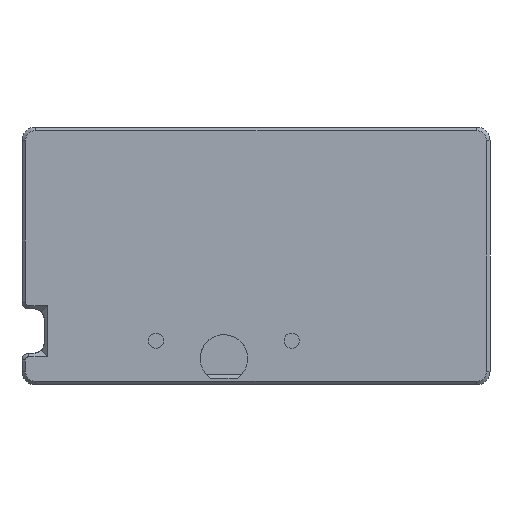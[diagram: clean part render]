
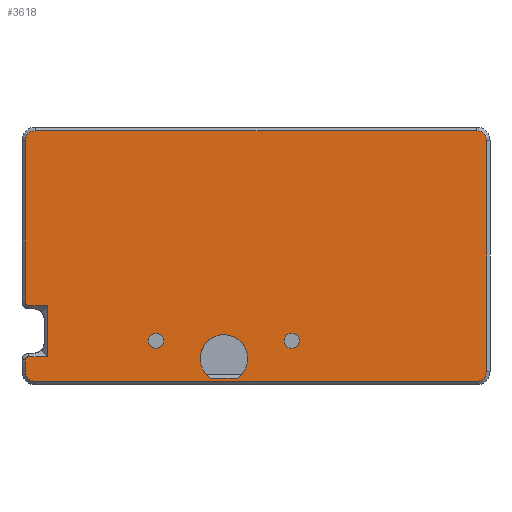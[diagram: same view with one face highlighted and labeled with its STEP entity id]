
A CAD part, left-side view. The second image highlights one B-rep face of the part: STEP entity #3618.
In plain terms, the highlighted planar face has unit normal (-1, 0, 0).
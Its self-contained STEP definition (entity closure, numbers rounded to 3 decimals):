
#29=FACE_BOUND('',#460,.T.);
#30=FACE_BOUND('',#461,.T.);
#31=FACE_BOUND('',#462,.T.);
#109=PLANE('',#3881);
#237=FACE_OUTER_BOUND('',#459,.T.);
#459=EDGE_LOOP('',(#2549,#2550,#2551,#2552,#2553,#2554,#2555,#2556,#2557,
#2558,#2559,#2560,#2561,#2562));
#460=EDGE_LOOP('',(#2563,#2564));
#461=EDGE_LOOP('',(#2565));
#462=EDGE_LOOP('',(#2566));
#724=CIRCLE('',#3850,1.);
#725=CIRCLE('',#3853,3.);
#727=CIRCLE('',#3857,3.);
#729=CIRCLE('',#3861,3.);
#731=CIRCLE('',#3865,3.);
#734=CIRCLE('',#3870,1.);
#738=CIRCLE('',#3882,7.);
#739=CIRCLE('',#3883,2.25);
#740=CIRCLE('',#3884,2.25);
#921=LINE('',#5541,#1240);
#924=LINE('',#5546,#1243);
#927=LINE('',#5556,#1246);
#931=LINE('',#5568,#1250);
#935=LINE('',#5580,#1254);
#939=LINE('',#5592,#1258);
#943=LINE('',#5604,#1262);
#948=LINE('',#5616,#1267);
#958=LINE('',#5644,#1277);
#1240=VECTOR('',#4305,10.);
#1243=VECTOR('',#4310,10.);
#1246=VECTOR('',#4321,10.);
#1250=VECTOR('',#4333,10.);
#1254=VECTOR('',#4345,10.);
#1258=VECTOR('',#4357,10.);
#1262=VECTOR('',#4369,10.);
#1267=VECTOR('',#4382,10.);
#1277=VECTOR('',#4412,10.);
#1568=VERTEX_POINT('',#5539);
#1569=VERTEX_POINT('',#5540);
#1570=VERTEX_POINT('',#5545);
#1571=VERTEX_POINT('',#5549);
#1573=VERTEX_POINT('',#5555);
#1575=VERTEX_POINT('',#5561);
#1577=VERTEX_POINT('',#5567);
#1579=VERTEX_POINT('',#5573);
#1581=VERTEX_POINT('',#5579);
#1583=VERTEX_POINT('',#5585);
#1585=VERTEX_POINT('',#5591);
#1587=VERTEX_POINT('',#5597);
#1589=VERTEX_POINT('',#5603);
#1591=VERTEX_POINT('',#5609);
#1599=VERTEX_POINT('',#5642);
#1600=VERTEX_POINT('',#5643);
#1601=VERTEX_POINT('',#5646);
#1602=VERTEX_POINT('',#5648);
#1916=EDGE_CURVE('',#1568,#1569,#921,.T.);
#1919=EDGE_CURVE('',#1569,#1570,#924,.T.);
#1923=EDGE_CURVE('',#1570,#1571,#724,.T.);
#1924=EDGE_CURVE('',#1571,#1573,#927,.T.);
#1927=EDGE_CURVE('',#1573,#1575,#725,.T.);
#1930=EDGE_CURVE('',#1575,#1577,#931,.T.);
#1933=EDGE_CURVE('',#1577,#1579,#727,.T.);
#1936=EDGE_CURVE('',#1579,#1581,#935,.T.);
#1939=EDGE_CURVE('',#1581,#1583,#729,.T.);
#1942=EDGE_CURVE('',#1583,#1585,#939,.T.);
#1945=EDGE_CURVE('',#1585,#1587,#731,.T.);
#1948=EDGE_CURVE('',#1587,#1589,#943,.T.);
#1953=EDGE_CURVE('',#1589,#1591,#734,.T.);
#1955=EDGE_CURVE('',#1591,#1568,#948,.T.);
#1968=EDGE_CURVE('',#1599,#1600,#958,.T.);
#1969=EDGE_CURVE('',#1600,#1599,#738,.T.);
#1970=EDGE_CURVE('',#1601,#1601,#739,.T.);
#1971=EDGE_CURVE('',#1602,#1602,#740,.T.);
#2549=ORIENTED_EDGE('',*,*,#1916,.F.);
#2550=ORIENTED_EDGE('',*,*,#1955,.F.);
#2551=ORIENTED_EDGE('',*,*,#1953,.F.);
#2552=ORIENTED_EDGE('',*,*,#1948,.F.);
#2553=ORIENTED_EDGE('',*,*,#1945,.F.);
#2554=ORIENTED_EDGE('',*,*,#1942,.F.);
#2555=ORIENTED_EDGE('',*,*,#1939,.F.);
#2556=ORIENTED_EDGE('',*,*,#1936,.F.);
#2557=ORIENTED_EDGE('',*,*,#1933,.F.);
#2558=ORIENTED_EDGE('',*,*,#1930,.F.);
#2559=ORIENTED_EDGE('',*,*,#1927,.F.);
#2560=ORIENTED_EDGE('',*,*,#1924,.F.);
#2561=ORIENTED_EDGE('',*,*,#1923,.F.);
#2562=ORIENTED_EDGE('',*,*,#1919,.F.);
#2563=ORIENTED_EDGE('',*,*,#1968,.T.);
#2564=ORIENTED_EDGE('',*,*,#1969,.T.);
#2565=ORIENTED_EDGE('',*,*,#1970,.T.);
#2566=ORIENTED_EDGE('',*,*,#1971,.T.);
#3618=ADVANCED_FACE('',(#237,#29,#30,#31),#109,.F.);
#3850=AXIS2_PLACEMENT_3D('',#5553,#4317,#4318);
#3853=AXIS2_PLACEMENT_3D('',#5562,#4326,#4327);
#3857=AXIS2_PLACEMENT_3D('',#5574,#4338,#4339);
#3861=AXIS2_PLACEMENT_3D('',#5586,#4350,#4351);
#3865=AXIS2_PLACEMENT_3D('',#5598,#4362,#4363);
#3870=AXIS2_PLACEMENT_3D('',#5613,#4377,#4378);
#3881=AXIS2_PLACEMENT_3D('',#5641,#4410,#4411);
#3882=AXIS2_PLACEMENT_3D('',#5645,#4413,#4414);
#3883=AXIS2_PLACEMENT_3D('',#5647,#4415,#4416);
#3884=AXIS2_PLACEMENT_3D('',#5649,#4417,#4418);
#4305=DIRECTION('',(0.,0.,1.));
#4310=DIRECTION('',(0.,1.,0.));
#4317=DIRECTION('center_axis',(1.,0.,0.));
#4318=DIRECTION('ref_axis',(0.,0.707,-0.707));
#4321=DIRECTION('',(0.,0.,1.));
#4326=DIRECTION('center_axis',(1.,0.,0.));
#4327=DIRECTION('ref_axis',(0.,0.707,0.707));
#4333=DIRECTION('',(0.,-1.,0.));
#4338=DIRECTION('center_axis',(1.,0.,0.));
#4339=DIRECTION('ref_axis',(0.,-0.707,0.707));
#4345=DIRECTION('',(0.,0.,-1.));
#4350=DIRECTION('center_axis',(1.,0.,0.));
#4351=DIRECTION('ref_axis',(0.,-0.707,-0.707));
#4357=DIRECTION('',(0.,1.,0.));
#4362=DIRECTION('center_axis',(1.,0.,0.));
#4363=DIRECTION('ref_axis',(0.,0.707,-0.707));
#4369=DIRECTION('',(0.,0.,1.));
#4377=DIRECTION('center_axis',(1.,0.,0.));
#4378=DIRECTION('ref_axis',(0.,0.707,0.707));
#4382=DIRECTION('',(0.,-1.,0.));
#4410=DIRECTION('center_axis',(1.,0.,0.));
#4411=DIRECTION('ref_axis',(0.,1.,0.));
#4412=DIRECTION('',(0.,1.,0.));
#4413=DIRECTION('center_axis',(1.,0.,0.));
#4414=DIRECTION('ref_axis',(0.,0.,1.));
#4415=DIRECTION('center_axis',(1.,0.,0.));
#4416=DIRECTION('ref_axis',(0.,1.,0.));
#4417=DIRECTION('center_axis',(1.,0.,0.));
#4418=DIRECTION('ref_axis',(0.,1.,0.));
#5539=CARTESIAN_POINT('',(262.7,592.778,497.71));
#5540=CARTESIAN_POINT('',(262.7,592.778,512.75));
#5541=CARTESIAN_POINT('',(262.7,592.778,513.589));
#5545=CARTESIAN_POINT('',(262.7,598.307,512.75));
#5546=CARTESIAN_POINT('',(262.7,498.801,512.75));
#5549=CARTESIAN_POINT('',(262.7,599.307,513.75));
#5553=CARTESIAN_POINT('Origin',(262.7,598.307,513.75));
#5555=CARTESIAN_POINT('',(262.7,599.307,561.369));
#5556=CARTESIAN_POINT('',(262.7,599.307,508.144));
#5561=CARTESIAN_POINT('',(262.7,596.307,564.369));
#5562=CARTESIAN_POINT('Origin',(262.7,596.307,561.369));
#5567=CARTESIAN_POINT('',(262.7,466.307,564.369));
#5568=CARTESIAN_POINT('',(262.7,501.816,564.369));
#5573=CARTESIAN_POINT('',(262.7,463.307,561.369));
#5574=CARTESIAN_POINT('Origin',(262.7,466.307,561.369));
#5579=CARTESIAN_POINT('',(262.7,463.307,493.369));
#5580=CARTESIAN_POINT('',(262.7,463.307,546.144));
#5585=CARTESIAN_POINT('',(262.7,466.307,490.369));
#5586=CARTESIAN_POINT('Origin',(262.7,466.307,493.369));
#5591=CARTESIAN_POINT('',(262.7,596.307,490.369));
#5592=CARTESIAN_POINT('',(262.7,430.816,490.369));
#5597=CARTESIAN_POINT('',(262.7,599.307,493.369));
#5598=CARTESIAN_POINT('Origin',(262.7,596.307,493.369));
#5603=CARTESIAN_POINT('',(262.7,599.307,496.71));
#5604=CARTESIAN_POINT('',(262.7,599.307,508.144));
#5609=CARTESIAN_POINT('',(262.7,598.307,497.71));
#5613=CARTESIAN_POINT('Origin',(262.7,598.307,496.71));
#5616=CARTESIAN_POINT('',(262.7,501.816,497.71));
#5641=CARTESIAN_POINT('Origin',(262.7,403.325,526.919));
#5642=CARTESIAN_POINT('',(262.7,536.855,491.369));
#5643=CARTESIAN_POINT('',(262.7,544.693,491.369));
#5644=CARTESIAN_POINT('',(262.7,440.09,491.369));
#5645=CARTESIAN_POINT('Origin',(262.7,540.774,497.169));
#5646=CARTESIAN_POINT('',(262.7,518.524,502.369));
#5647=CARTESIAN_POINT('Origin',(262.7,520.774,502.369));
#5648=CARTESIAN_POINT('',(262.7,558.524,502.369));
#5649=CARTESIAN_POINT('Origin',(262.7,560.774,502.369));
